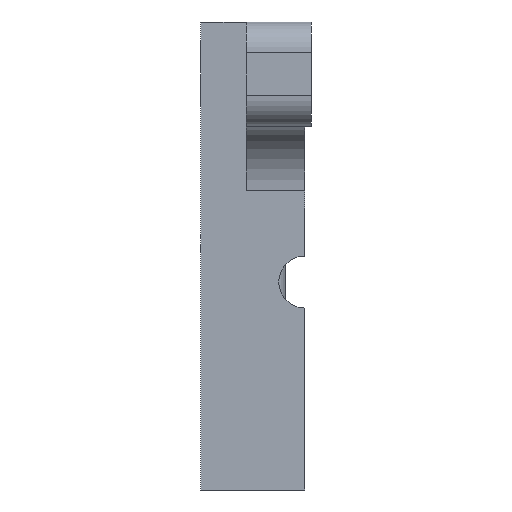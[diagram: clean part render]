
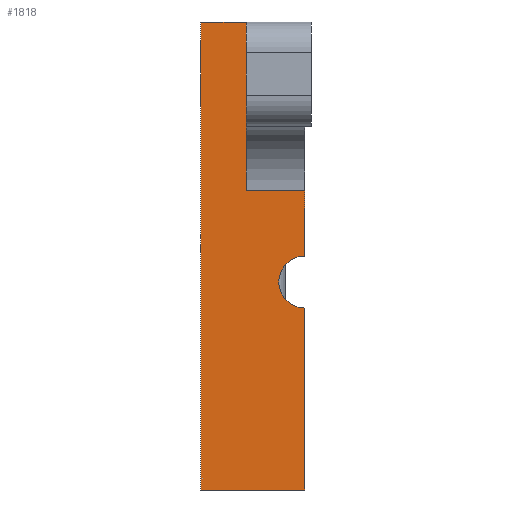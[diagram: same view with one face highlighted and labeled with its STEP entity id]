
A CAD part, left-side view. The second image highlights one B-rep face of the part: STEP entity #1818.
In plain terms, the highlighted planar face has unit normal (-1, 0, 0).
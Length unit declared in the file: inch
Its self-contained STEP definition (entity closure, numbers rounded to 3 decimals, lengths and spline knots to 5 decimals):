
#11 = CARTESIAN_POINT ( 'NONE',  ( -0.375, 0.0625, -0.4 ) ) ;
#33 = VERTEX_POINT ( 'NONE', #3551 ) ;
#36 = ORIENTED_EDGE ( 'NONE', *, *, #303, .T. ) ;
#52 = EDGE_CURVE ( 'NONE', #33, #2524, #855, .T. ) ;
#62 = PLANE ( 'NONE',  #1835 ) ;
#152 = EDGE_CURVE ( 'NONE', #2226, #2524, #1609, .T. ) ;
#212 = DIRECTION ( 'NONE',  ( 0., 0., 1. ) ) ;
#257 = CARTESIAN_POINT ( 'NONE',  ( -0.375, 0.0125, -0.35 ) ) ;
#269 = DIRECTION ( 'NONE',  ( 0., 1., 0. ) ) ;
#303 = EDGE_CURVE ( 'NONE', #1819, #1586, #3586, .T. ) ;
#315 = VECTOR ( 'NONE', #2089, 39.37008 ) ;
#349 = DIRECTION ( 'NONE',  ( 0., 0., -1. ) ) ;
#438 = ORIENTED_EDGE ( 'NONE', *, *, #2649, .T. ) ;
#502 = VECTOR ( 'NONE', #269, 39.37008 ) ;
#524 = VECTOR ( 'NONE', #3434, 39.37008 ) ;
#588 = CARTESIAN_POINT ( 'NONE',  ( -0.375, 0.2125, 0.1 ) ) ;
#589 = DIRECTION ( 'NONE',  ( 1., 0., 0. ) ) ;
#604 = VECTOR ( 'NONE', #3084, 39.37008 ) ;
#606 = CARTESIAN_POINT ( 'NONE',  ( -0.375, 0.125, -0.225 ) ) ;
#682 = VECTOR ( 'NONE', #212, 39.37008 ) ;
#762 = CARTESIAN_POINT ( 'NONE',  ( -0.375, 0.125, 0.1 ) ) ;
#792 = VERTEX_POINT ( 'NONE', #588 ) ;
#834 = CARTESIAN_POINT ( 'NONE',  ( -0.375, 0.0125, -0.8 ) ) ;
#855 = LINE ( 'NONE', #2746, #502 ) ;
#912 = DIRECTION ( 'NONE',  ( 1., 0., 0. ) ) ;
#937 = CARTESIAN_POINT ( 'NONE',  ( -0.375, 0.0125, -0.4 ) ) ;
#1156 = DIRECTION ( 'NONE',  ( 0., 0., -1. ) ) ;
#1198 = EDGE_CURVE ( 'NONE', #2059, #2197, #1772, .T. ) ;
#1302 = LINE ( 'NONE', #1996, #524 ) ;
#1310 = LINE ( 'NONE', #2232, #604 ) ;
#1340 = ORIENTED_EDGE ( 'NONE', *, *, #52, .T. ) ;
#1461 = EDGE_CURVE ( 'NONE', #3058, #792, #3773, .T. ) ;
#1514 = FACE_OUTER_BOUND ( 'NONE', #2658, .T. ) ;
#1533 = DIRECTION ( 'NONE',  ( 0., 0., -1. ) ) ;
#1560 = CARTESIAN_POINT ( 'NONE',  ( -0.375, 0.0125, -0.45 ) ) ;
#1586 = VERTEX_POINT ( 'NONE', #257 ) ;
#1594 = VECTOR ( 'NONE', #1649, 39.37008 ) ;
#1609 = LINE ( 'NONE', #1912, #2569 ) ;
#1632 = ORIENTED_EDGE ( 'NONE', *, *, #1461, .F. ) ;
#1649 = DIRECTION ( 'NONE',  ( 0., 1., 0. ) ) ;
#1772 = LINE ( 'NONE', #3536, #315 ) ;
#1818 = ADVANCED_FACE ( 'NONE', ( #1514 ), #62, .F. ) ;
#1819 = VERTEX_POINT ( 'NONE', #11 ) ;
#1835 = AXIS2_PLACEMENT_3D ( 'NONE', #2784, #589, #3013 ) ;
#1837 = CIRCLE ( 'NONE', #2676, 0.05 ) ;
#1907 = EDGE_CURVE ( 'NONE', #33, #1586, #1310, .T. ) ;
#1912 = CARTESIAN_POINT ( 'NONE',  ( -0.375, 0.125, -0.1 ) ) ;
#1996 = CARTESIAN_POINT ( 'NONE',  ( -0.375, 0.2125, -0.8 ) ) ;
#2059 = VERTEX_POINT ( 'NONE', #1560 ) ;
#2089 = DIRECTION ( 'NONE',  ( 0., 0., -1. ) ) ;
#2130 = DIRECTION ( 'NONE',  ( 1., 0., 0. ) ) ;
#2197 = VERTEX_POINT ( 'NONE', #834 ) ;
#2226 = VERTEX_POINT ( 'NONE', #762 ) ;
#2232 = CARTESIAN_POINT ( 'NONE',  ( -0.375, 0.0125, -0.7 ) ) ;
#2271 = ORIENTED_EDGE ( 'NONE', *, *, #1198, .F. ) ;
#2334 = CARTESIAN_POINT ( 'NONE',  ( -0.375, 0.2125, -0.1 ) ) ;
#2428 = AXIS2_PLACEMENT_3D ( 'NONE', #3259, #912, #1156 ) ;
#2524 = VERTEX_POINT ( 'NONE', #606 ) ;
#2569 = VECTOR ( 'NONE', #349, 39.37008 ) ;
#2611 = CARTESIAN_POINT ( 'NONE',  ( -0.375, -0.32016, 0.1 ) ) ;
#2649 = EDGE_CURVE ( 'NONE', #3058, #2197, #1302, .T. ) ;
#2658 = EDGE_LOOP ( 'NONE', ( #2271, #2726, #36, #2976, #1340, #3549, #3308, #1632, #438 ) ) ;
#2676 = AXIS2_PLACEMENT_3D ( 'NONE', #937, #2130, #1533 ) ;
#2726 = ORIENTED_EDGE ( 'NONE', *, *, #3287, .T. ) ;
#2746 = CARTESIAN_POINT ( 'NONE',  ( -0.375, 0.125, -0.225 ) ) ;
#2784 = CARTESIAN_POINT ( 'NONE',  ( -0.375, 0.2125, -0.1 ) ) ;
#2976 = ORIENTED_EDGE ( 'NONE', *, *, #1907, .F. ) ;
#3013 = DIRECTION ( 'NONE',  ( 0., 0., -1. ) ) ;
#3058 = VERTEX_POINT ( 'NONE', #3461 ) ;
#3084 = DIRECTION ( 'NONE',  ( 0., 0., -1. ) ) ;
#3259 = CARTESIAN_POINT ( 'NONE',  ( -0.375, 0.0125, -0.4 ) ) ;
#3287 = EDGE_CURVE ( 'NONE', #2059, #1819, #1837, .T. ) ;
#3308 = ORIENTED_EDGE ( 'NONE', *, *, #3835, .T. ) ;
#3434 = DIRECTION ( 'NONE',  ( 0., -1., 0. ) ) ;
#3461 = CARTESIAN_POINT ( 'NONE',  ( -0.375, 0.2125, -0.8 ) ) ;
#3536 = CARTESIAN_POINT ( 'NONE',  ( -0.375, 0.0125, -0.7 ) ) ;
#3549 = ORIENTED_EDGE ( 'NONE', *, *, #152, .F. ) ;
#3551 = CARTESIAN_POINT ( 'NONE',  ( -0.375, 0.0125, -0.225 ) ) ;
#3586 = CIRCLE ( 'NONE', #2428, 0.05 ) ;
#3711 = LINE ( 'NONE', #2611, #1594 ) ;
#3773 = LINE ( 'NONE', #2334, #682 ) ;
#3835 = EDGE_CURVE ( 'NONE', #2226, #792, #3711, .T. ) ;
